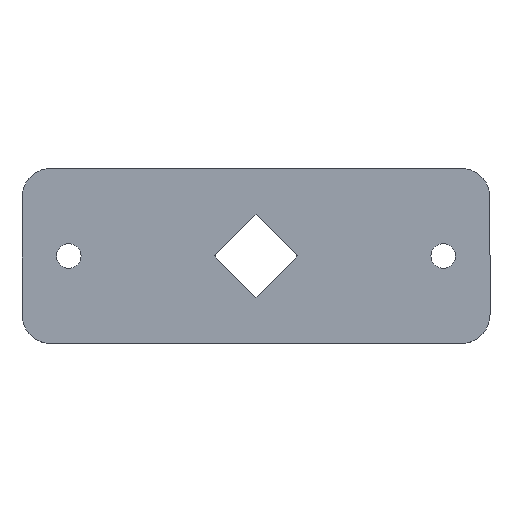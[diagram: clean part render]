
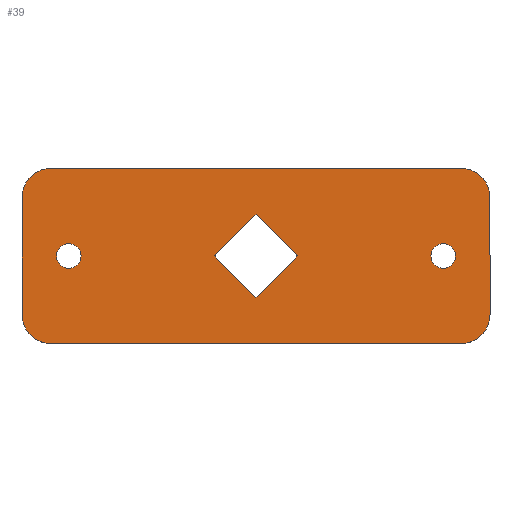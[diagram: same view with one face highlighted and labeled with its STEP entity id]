
A CAD part, top view. The second image highlights one B-rep face of the part: STEP entity #39.
In plain terms, the highlighted planar face has unit normal (0, 0, 1).
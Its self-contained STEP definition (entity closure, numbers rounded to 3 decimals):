
#1 = CIRCLE ( 'NONE', #520, 5. ) ;
#2 = CIRCLE ( 'NONE', #150, 2.1 ) ;
#11 = CIRCLE ( 'NONE', #554, 2.1 ) ;
#12 = CIRCLE ( 'NONE', #551, 5. ) ;
#13 = CIRCLE ( 'NONE', #550, 5. ) ;
#14 = EDGE_CURVE ( 'NONE', #542, #545, #457, .T. ) ;
#15 = EDGE_CURVE ( 'NONE', #226, #546, #408, .T. ) ;
#16 = EDGE_CURVE ( 'NONE', #562, #395, #1, .T. ) ;
#23 = ORIENTED_EDGE ( 'NONE', *, *, #319, .T. ) ;
#24 = ORIENTED_EDGE ( 'NONE', *, *, #320, .T. ) ;
#25 = ORIENTED_EDGE ( 'NONE', *, *, #322, .T. ) ;
#26 = ORIENTED_EDGE ( 'NONE', *, *, #323, .F. ) ;
#27 = ORIENTED_EDGE ( 'NONE', *, *, #315, .F. ) ;
#39 = ADVANCED_FACE ( 'NONE', ( #615, #621, #623, #625 ), #635, .F. ) ;
#47 = VECTOR ( 'NONE', #289, 1000. ) ;
#52 = LINE ( 'NONE', #53, #136 ) ;
#53 = CARTESIAN_POINT ( 'NONE',  ( -35., 15., 1.5 ) ) ;
#54 = DIRECTION ( 'NONE',  ( -1., 0., 0. ) ) ;
#76 = CARTESIAN_POINT ( 'NONE',  ( -32., 0., 1.5 ) ) ;
#83 = DIRECTION ( 'NONE',  ( 0., 0., 1. ) ) ;
#84 = DIRECTION ( 'NONE',  ( 1., 0., 0. ) ) ;
#107 = EDGE_CURVE ( 'NONE', #545, #542, #2, .T. ) ;
#136 = VECTOR ( 'NONE', #54, 1000. ) ;
#150 = AXIS2_PLACEMENT_3D ( 'NONE', #653, #657, #658 ) ;
#152 = CIRCLE ( 'NONE', #556, 2.1 ) ;
#163 = EDGE_CURVE ( 'NONE', #400, #401, #287, .T. ) ;
#202 = CARTESIAN_POINT ( 'NONE',  ( -7.071, 0., 1.5 ) ) ;
#212 = LINE ( 'NONE', #213, #524 ) ;
#213 = CARTESIAN_POINT ( 'NONE',  ( -7.071, 0., 1.5 ) ) ;
#214 = DIRECTION ( 'NONE',  ( 0.707, -0.707, 0. ) ) ;
#215 = LINE ( 'NONE', #216, #525 ) ;
#216 = CARTESIAN_POINT ( 'NONE',  ( 0., 7.071, 1.5 ) ) ;
#217 = DIRECTION ( 'NONE',  ( -0.707, -0.707, 0. ) ) ;
#226 = VERTEX_POINT ( 'NONE', #487 ) ;
#227 = VERTEX_POINT ( 'NONE', #494 ) ;
#231 = ORIENTED_EDGE ( 'NONE', *, *, #107, .F. ) ;
#232 = ORIENTED_EDGE ( 'NONE', *, *, #14, .F. ) ;
#233 = ORIENTED_EDGE ( 'NONE', *, *, #15, .T. ) ;
#234 = ORIENTED_EDGE ( 'NONE', *, *, #16, .T. ) ;
#235 = ORIENTED_EDGE ( 'NONE', *, *, #269, .T. ) ;
#236 = ORIENTED_EDGE ( 'NONE', *, *, #317, .T. ) ;
#237 = ORIENTED_EDGE ( 'NONE', *, *, #318, .T. ) ;
#248 = CARTESIAN_POINT ( 'NONE',  ( 32., 0., 1.5 ) ) ;
#249 = DIRECTION ( 'NONE',  ( 0., 0., 1. ) ) ;
#250 = DIRECTION ( 'NONE',  ( 1., 0., 0. ) ) ;
#251 = CARTESIAN_POINT ( 'NONE',  ( 35., 10., 1.5 ) ) ;
#252 = DIRECTION ( 'NONE',  ( 0., 0., 1. ) ) ;
#253 = DIRECTION ( 'NONE',  ( -1., 0., 0. ) ) ;
#254 = CARTESIAN_POINT ( 'NONE',  ( -35., 10., 1.5 ) ) ;
#255 = DIRECTION ( 'NONE',  ( 0., 0., 1. ) ) ;
#256 = DIRECTION ( 'NONE',  ( 1., 0., 0. ) ) ;
#269 = EDGE_CURVE ( 'NONE', #546, #562, #52, .T. ) ;
#287 = LINE ( 'NONE', #288, #47 ) ;
#288 = CARTESIAN_POINT ( 'NONE',  ( 7.071, 0., 1.5 ) ) ;
#289 = DIRECTION ( 'NONE',  ( -0.707, 0.707, 0. ) ) ;
#315 = EDGE_CURVE ( 'NONE', #541, #227, #11, .T. ) ;
#317 = EDGE_CURVE ( 'NONE', #395, #396, #332, .T. ) ;
#318 = EDGE_CURVE ( 'NONE', #396, #397, #12, .T. ) ;
#319 = EDGE_CURVE ( 'NONE', #397, #398, #338, .T. ) ;
#320 = EDGE_CURVE ( 'NONE', #398, #399, #13, .T. ) ;
#321 = EDGE_CURVE ( 'NONE', #402, #400, #344, .T. ) ;
#322 = EDGE_CURVE ( 'NONE', #399, #226, #347, .T. ) ;
#323 = EDGE_CURVE ( 'NONE', #227, #541, #152, .T. ) ;
#331 = CARTESIAN_POINT ( 'NONE',  ( -35., -10., 1.5 ) ) ;
#332 = LINE ( 'NONE', #333, #558 ) ;
#333 = CARTESIAN_POINT ( 'NONE',  ( -40., 10., 1.5 ) ) ;
#334 = DIRECTION ( 'NONE',  ( 0., -1., 0. ) ) ;
#335 = DIRECTION ( 'NONE',  ( 0., 0., 1. ) ) ;
#336 = DIRECTION ( 'NONE',  ( 1., 0., 0. ) ) ;
#337 = CARTESIAN_POINT ( 'NONE',  ( 35., -10., 1.5 ) ) ;
#338 = LINE ( 'NONE', #339, #599 ) ;
#339 = CARTESIAN_POINT ( 'NONE',  ( -35., -15., 1.5 ) ) ;
#340 = DIRECTION ( 'NONE',  ( 1., 0., 0. ) ) ;
#341 = DIRECTION ( 'NONE',  ( 0., 0., 1. ) ) ;
#342 = DIRECTION ( 'NONE',  ( 1., 0., 0. ) ) ;
#343 = CARTESIAN_POINT ( 'NONE',  ( -32., 0., 1.5 ) ) ;
#344 = LINE ( 'NONE', #345, #600 ) ;
#345 = CARTESIAN_POINT ( 'NONE',  ( 0., -7.071, 1.5 ) ) ;
#346 = DIRECTION ( 'NONE',  ( 0.707, 0.707, 0. ) ) ;
#347 = LINE ( 'NONE', #348, #602 ) ;
#348 = CARTESIAN_POINT ( 'NONE',  ( 40., 10., 1.5 ) ) ;
#349 = DIRECTION ( 'NONE',  ( 0., 1., 0. ) ) ;
#350 = DIRECTION ( 'NONE',  ( 0., 0., 1. ) ) ;
#351 = DIRECTION ( 'NONE',  ( 1., 0., 0. ) ) ;
#352 = CARTESIAN_POINT ( 'NONE',  ( -40., 10., 1.5 ) ) ;
#358 = CARTESIAN_POINT ( 'NONE',  ( -40., -10., 1.5 ) ) ;
#359 = CARTESIAN_POINT ( 'NONE',  ( -35., -15., 1.5 ) ) ;
#360 = CARTESIAN_POINT ( 'NONE',  ( 35., -15., 1.5 ) ) ;
#361 = CARTESIAN_POINT ( 'NONE',  ( 40., -10., 1.5 ) ) ;
#362 = CARTESIAN_POINT ( 'NONE',  ( 7.071, 0., 1.5 ) ) ;
#363 = CARTESIAN_POINT ( 'NONE',  ( 0., 7.071, 1.5 ) ) ;
#364 = CARTESIAN_POINT ( 'NONE',  ( 0., -7.071, 1.5 ) ) ;
#374 = EDGE_LOOP ( 'NONE', ( #231, #232 ) ) ;
#375 = EDGE_LOOP ( 'NONE', ( #233, #235, #234, #236, #237, #23, #24, #25 ) ) ;
#376 = EDGE_LOOP ( 'NONE', ( #27, #26 ) ) ;
#377 = EDGE_LOOP ( 'NONE', ( #589, #591, #590, #592 ) ) ;
#395 = VERTEX_POINT ( 'NONE', #352 ) ;
#396 = VERTEX_POINT ( 'NONE', #358 ) ;
#397 = VERTEX_POINT ( 'NONE', #359 ) ;
#398 = VERTEX_POINT ( 'NONE', #360 ) ;
#399 = VERTEX_POINT ( 'NONE', #361 ) ;
#400 = VERTEX_POINT ( 'NONE', #362 ) ;
#401 = VERTEX_POINT ( 'NONE', #363 ) ;
#402 = VERTEX_POINT ( 'NONE', #364 ) ;
#408 = CIRCLE ( 'NONE', #519, 5. ) ;
#409 = CARTESIAN_POINT ( 'NONE',  ( -34.1, 0., 1.5 ) ) ;
#410 = CARTESIAN_POINT ( 'NONE',  ( 34.1, 0., 1.5 ) ) ;
#413 = CARTESIAN_POINT ( 'NONE',  ( 29.9, 0., 1.5 ) ) ;
#414 = CARTESIAN_POINT ( 'NONE',  ( 35., 15., 1.5 ) ) ;
#416 = CARTESIAN_POINT ( 'NONE',  ( -35., 15., 1.5 ) ) ;
#457 = CIRCLE ( 'NONE', #518, 2.1 ) ;
#462 = EDGE_CURVE ( 'NONE', #559, #402, #212, .T. ) ;
#463 = EDGE_CURVE ( 'NONE', #401, #559, #215, .T. ) ;
#487 = CARTESIAN_POINT ( 'NONE',  ( 40., 10., 1.5 ) ) ;
#494 = CARTESIAN_POINT ( 'NONE',  ( -29.9, 0., 1.5 ) ) ;
#518 = AXIS2_PLACEMENT_3D ( 'NONE', #248, #249, #250 ) ;
#519 = AXIS2_PLACEMENT_3D ( 'NONE', #251, #252, #253 ) ;
#520 = AXIS2_PLACEMENT_3D ( 'NONE', #254, #255, #256 ) ;
#524 = VECTOR ( 'NONE', #214, 1000. ) ;
#525 = VECTOR ( 'NONE', #217, 1000. ) ;
#541 = VERTEX_POINT ( 'NONE', #409 ) ;
#542 = VERTEX_POINT ( 'NONE', #410 ) ;
#545 = VERTEX_POINT ( 'NONE', #413 ) ;
#546 = VERTEX_POINT ( 'NONE', #414 ) ;
#550 = AXIS2_PLACEMENT_3D ( 'NONE', #337, #341, #342 ) ;
#551 = AXIS2_PLACEMENT_3D ( 'NONE', #331, #335, #336 ) ;
#554 = AXIS2_PLACEMENT_3D ( 'NONE', #76, #83, #84 ) ;
#556 = AXIS2_PLACEMENT_3D ( 'NONE', #343, #350, #351 ) ;
#558 = VECTOR ( 'NONE', #334, 1000. ) ;
#559 = VERTEX_POINT ( 'NONE', #202 ) ;
#562 = VERTEX_POINT ( 'NONE', #416 ) ;
#589 = ORIENTED_EDGE ( 'NONE', *, *, #163, .F. ) ;
#590 = ORIENTED_EDGE ( 'NONE', *, *, #462, .F. ) ;
#591 = ORIENTED_EDGE ( 'NONE', *, *, #321, .F. ) ;
#592 = ORIENTED_EDGE ( 'NONE', *, *, #463, .F. ) ;
#599 = VECTOR ( 'NONE', #340, 1000. ) ;
#600 = VECTOR ( 'NONE', #346, 1000. ) ;
#602 = VECTOR ( 'NONE', #349, 1000. ) ;
#615 = FACE_BOUND ( 'NONE', #374, .T. ) ;
#619 = AXIS2_PLACEMENT_3D ( 'NONE', #636, #637, #638 ) ;
#621 = FACE_OUTER_BOUND ( 'NONE', #375, .T. ) ;
#623 = FACE_BOUND ( 'NONE', #376, .T. ) ;
#625 = FACE_BOUND ( 'NONE', #377, .T. ) ;
#635 = PLANE ( 'NONE',  #619 ) ;
#636 = CARTESIAN_POINT ( 'NONE',  ( 35., 10., 1.5 ) ) ;
#637 = DIRECTION ( 'NONE',  ( 0., 0., -1. ) ) ;
#638 = DIRECTION ( 'NONE',  ( -1., 0., 0. ) ) ;
#653 = CARTESIAN_POINT ( 'NONE',  ( 32., 0., 1.5 ) ) ;
#657 = DIRECTION ( 'NONE',  ( 0., 0., 1. ) ) ;
#658 = DIRECTION ( 'NONE',  ( 1., 0., 0. ) ) ;
